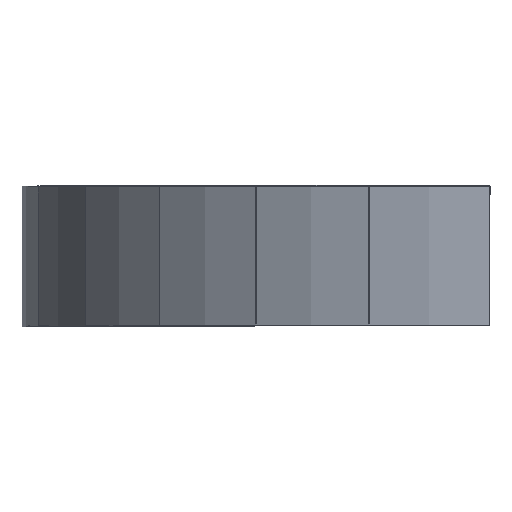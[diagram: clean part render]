
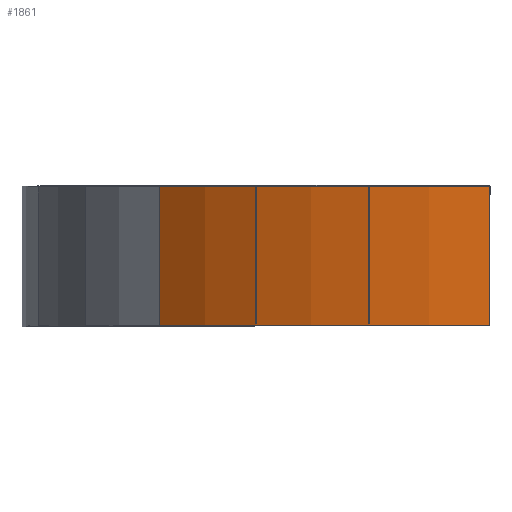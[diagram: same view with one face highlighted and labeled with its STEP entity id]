
A CAD part, top view. The second image highlights one B-rep face of the part: STEP entity #1861.
In plain terms, the highlighted cylindrical face has radius 2000 mm (diameter 4000 mm), a partial arc.
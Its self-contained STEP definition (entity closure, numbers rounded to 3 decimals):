
#4 = CARTESIAN_POINT ( 'NONE',  ( -2000., 597., 0. ) ) ;
#29 = ORIENTED_EDGE ( 'NONE', *, *, #1197, .T. ) ;
#120 = ORIENTED_EDGE ( 'NONE', *, *, #1239, .T. ) ;
#229 = DIRECTION ( 'NONE',  ( 0., -1., 0. ) ) ;
#280 = VECTOR ( 'NONE', #229, 1000. ) ;
#589 = VERTEX_POINT ( 'NONE', #2015 ) ;
#678 = VECTOR ( 'NONE', #2530, 1000. ) ;
#817 = DIRECTION ( 'NONE',  ( 0., 1., 0. ) ) ;
#825 = CARTESIAN_POINT ( 'NONE',  ( -1414.214, 4956.682, 1414.214 ) ) ;
#852 = VERTEX_POINT ( 'NONE', #1584 ) ;
#985 = EDGE_LOOP ( 'NONE', ( #2466, #2475, #120, #29 ) ) ;
#1024 = LINE ( 'NONE', #4, #280 ) ;
#1197 = EDGE_CURVE ( 'NONE', #852, #2963, #3200, .T. ) ;
#1239 = EDGE_CURVE ( 'NONE', #589, #852, #1024, .T. ) ;
#1279 = FACE_OUTER_BOUND ( 'NONE', #985, .T. ) ;
#1315 = DIRECTION ( 'NONE',  ( 0., 0., -1. ) ) ;
#1527 = CARTESIAN_POINT ( 'NONE',  ( 0., 597., 0. ) ) ;
#1584 = CARTESIAN_POINT ( 'NONE',  ( -2000., 0., 0. ) ) ;
#1667 = CIRCLE ( 'NONE', #2224, 2000. ) ;
#1704 = AXIS2_PLACEMENT_3D ( 'NONE', #2117, #817, #1874 ) ;
#1839 = DIRECTION ( 'NONE',  ( 0., 0., 1. ) ) ;
#1861 = ADVANCED_FACE ( 'NONE', ( #1279 ), #2629, .T. ) ;
#1874 = DIRECTION ( 'NONE',  ( 0., 0., 1. ) ) ;
#1890 = AXIS2_PLACEMENT_3D ( 'NONE', #2063, #2400, #1315 ) ;
#2015 = CARTESIAN_POINT ( 'NONE',  ( -2000., 597., 0. ) ) ;
#2063 = CARTESIAN_POINT ( 'NONE',  ( 0., 597., 0. ) ) ;
#2117 = CARTESIAN_POINT ( 'NONE',  ( 0., 0., 0. ) ) ;
#2224 = AXIS2_PLACEMENT_3D ( 'NONE', #1527, #3146, #1839 ) ;
#2400 = DIRECTION ( 'NONE',  ( 0., -1., 0. ) ) ;
#2466 = ORIENTED_EDGE ( 'NONE', *, *, #3244, .F. ) ;
#2475 = ORIENTED_EDGE ( 'NONE', *, *, #2968, .F. ) ;
#2530 = DIRECTION ( 'NONE',  ( 0., -1., 0. ) ) ;
#2629 = CYLINDRICAL_SURFACE ( 'NONE', #1890, 2000. ) ;
#2963 = VERTEX_POINT ( 'NONE', #3165 ) ;
#2968 = EDGE_CURVE ( 'NONE', #589, #3368, #1667, .T. ) ;
#3146 = DIRECTION ( 'NONE',  ( 0., 1., 0. ) ) ;
#3165 = CARTESIAN_POINT ( 'NONE',  ( -1414.214, 0., 1414.214 ) ) ;
#3188 = CARTESIAN_POINT ( 'NONE',  ( -1414.214, 597., 1414.214 ) ) ;
#3195 = LINE ( 'NONE', #825, #678 ) ;
#3200 = CIRCLE ( 'NONE', #1704, 2000. ) ;
#3244 = EDGE_CURVE ( 'NONE', #3368, #2963, #3195, .T. ) ;
#3368 = VERTEX_POINT ( 'NONE', #3188 ) ;
